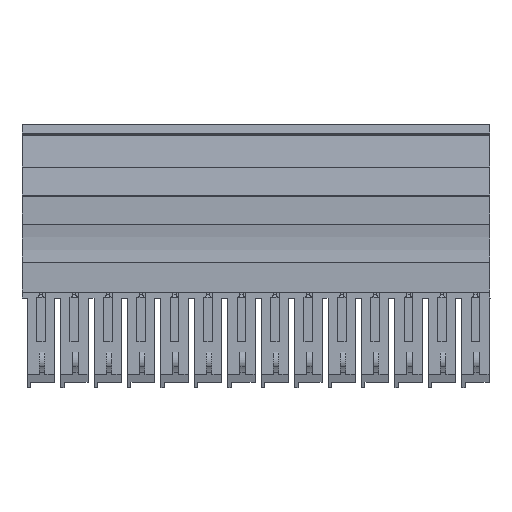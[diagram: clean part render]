
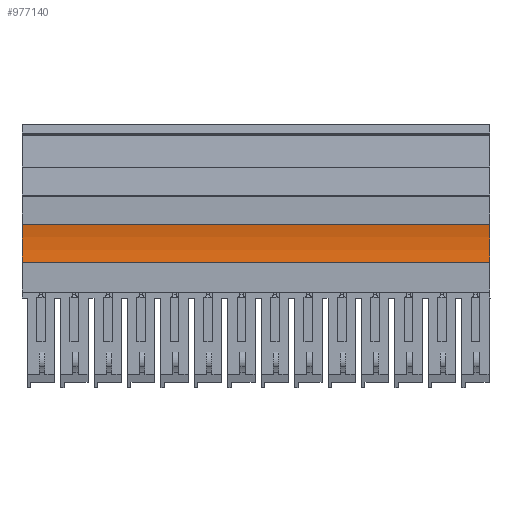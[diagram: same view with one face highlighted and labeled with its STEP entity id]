
A CAD part, front view. The second image highlights one B-rep face of the part: STEP entity #977140.
In plain terms, the highlighted cylindrical face has radius 20.567 mm (diameter 41.133 mm), a partial arc.
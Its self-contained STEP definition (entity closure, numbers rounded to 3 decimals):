
#60=CARTESIAN_POINT('',(28.517,-5.451,
81.5));
#70=DIRECTION('',(0.,0.,1.));
#80=DIRECTION('',(-1.,0.,0.));
#90=AXIS2_PLACEMENT_3D('',#60,#70,#80);
#100=CIRCLE('',#90,20.567);
#110=CARTESIAN_POINT('',(8.25,-1.951,
81.5));
#120=VERTEX_POINT('',#110);
#130=CARTESIAN_POINT('',(8.25,-8.951,
81.5));
#140=VERTEX_POINT('',#130);
#150=EDGE_CURVE('',#120,#140,#100,.T.);
#5190=CARTESIAN_POINT('',(8.25,-8.951,
-4.6));
#5200=VERTEX_POINT('',#5190);
#5230=CARTESIAN_POINT('',(28.517,-5.451,
-4.6));
#5240=DIRECTION('',(0.,0.,1.));
#5250=DIRECTION('',(-1.,0.,0.));
#5260=AXIS2_PLACEMENT_3D('',#5230,#5240,#5250);
#5270=CIRCLE('',#5260,20.567);
#5280=CARTESIAN_POINT('',(8.25,-1.951,
-4.6));
#5290=VERTEX_POINT('',#5280);
#5300=EDGE_CURVE('',#5290,#5200,#5270,.T.);
#953760=CARTESIAN_POINT('',(8.25,-8.951,
81.5));
#953770=DIRECTION('',(0.,0.,1.));
#953780=VECTOR('',#953770,1.);
#953790=LINE('',#953760,#953780);
#953800=EDGE_CURVE('',#5200,#140,#953790,.T.);
#976980=CARTESIAN_POINT('',(28.517,-5.451,
81.5));
#976990=DIRECTION('',(0.,0.,1.));
#977000=DIRECTION('',(-1.,0.,0.));
#977010=AXIS2_PLACEMENT_3D('',#976980,#976990,#977000);
#977020=CYLINDRICAL_SURFACE('',#977010,20.567);
#977030=ORIENTED_EDGE('',*,*,#150,.T.);
#977040=CARTESIAN_POINT('',(8.25,-1.951,
81.5));
#977050=DIRECTION('',(0.,0.,1.));
#977060=VECTOR('',#977050,1.);
#977070=LINE('',#977040,#977060);
#977080=EDGE_CURVE('',#5290,#120,#977070,.T.);
#977090=ORIENTED_EDGE('',*,*,#977080,.T.);
#977100=ORIENTED_EDGE('',*,*,#5300,.F.);
#977110=ORIENTED_EDGE('',*,*,#953800,.F.);
#977120=EDGE_LOOP('',(#977110,#977100,#977090,#977030));
#977130=FACE_OUTER_BOUND('',#977120,.T.);
#977140=ADVANCED_FACE('',(#977130),#977020,.F.);
